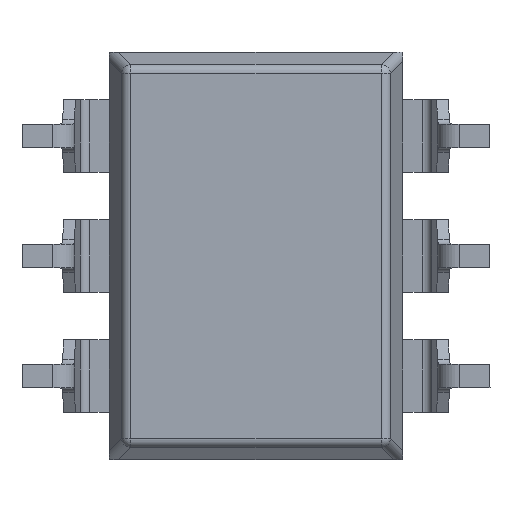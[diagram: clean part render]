
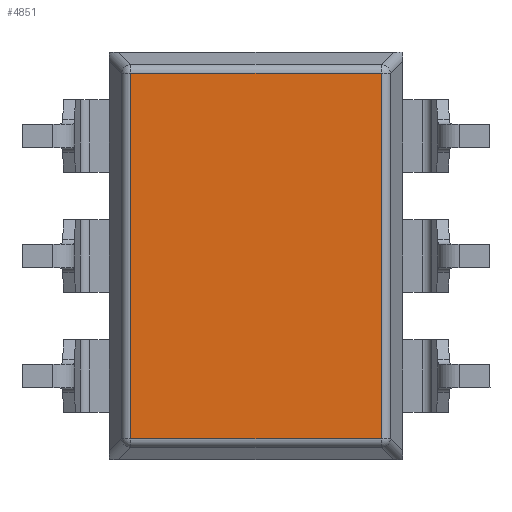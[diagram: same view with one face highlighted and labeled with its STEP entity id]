
A CAD part, front view. The second image highlights one B-rep face of the part: STEP entity #4851.
In plain terms, the highlighted planar face has unit normal (0, -1, 0).
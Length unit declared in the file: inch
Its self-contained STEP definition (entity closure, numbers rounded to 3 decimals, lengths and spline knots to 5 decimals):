
#491 = DIRECTION ( 'NONE',  ( -1., 0., 0. ) ) ;
#660 = CARTESIAN_POINT ( 'NONE',  ( 0.24905, -0.00421, -0.00556 ) ) ;
#698 = EDGE_CURVE ( 'NONE', #5573, #4989, #1504, .T. ) ;
#859 = VECTOR ( 'NONE', #491, 39.37008 ) ;
#913 = CARTESIAN_POINT ( 'NONE',  ( 0.45781, -0.00421, -0.30959 ) ) ;
#1408 = ORIENTED_EDGE ( 'NONE', *, *, #4569, .T. ) ;
#1504 = LINE ( 'NONE', #8890, #859 ) ;
#1604 = ORIENTED_EDGE ( 'NONE', *, *, #4830, .F. ) ;
#1729 = EDGE_LOOP ( 'NONE', ( #7073, #1604, #1408, #2702 ) ) ;
#1750 = FACE_OUTER_BOUND ( 'NONE', #1729, .T. ) ;
#1931 = DIRECTION ( 'NONE',  ( 0., 0., 1. ) ) ;
#2442 = CARTESIAN_POINT ( 'NONE',  ( 0.24905, -0.00421, -0.00556 ) ) ;
#2702 = ORIENTED_EDGE ( 'NONE', *, *, #698, .T. ) ;
#3728 = DIRECTION ( 'NONE',  ( -1., 0., 0. ) ) ;
#4000 = CARTESIAN_POINT ( 'NONE',  ( 0.45781, -0.00421, -0.30959 ) ) ;
#4480 = AXIS2_PLACEMENT_3D ( 'NONE', #8351, #9196, #5437 ) ;
#4484 = CARTESIAN_POINT ( 'NONE',  ( 0.45781, -0.00421, -0.20959 ) ) ;
#4535 = LINE ( 'NONE', #4484, #9910 ) ;
#4569 = EDGE_CURVE ( 'NONE', #11851, #5573, #4535, .T. ) ;
#4830 = EDGE_CURVE ( 'NONE', #11851, #9092, #6360, .T. ) ;
#4851 = ADVANCED_FACE ( 'NONE', ( #1750 ), #9259, .F. ) ;
#4989 = VERTEX_POINT ( 'NONE', #2442 ) ;
#5437 = DIRECTION ( 'NONE',  ( 0., 0., 1. ) ) ;
#5515 = CARTESIAN_POINT ( 'NONE',  ( 0.24905, -0.00421, -0.30959 ) ) ;
#5573 = VERTEX_POINT ( 'NONE', #9085 ) ;
#6360 = LINE ( 'NONE', #913, #11465 ) ;
#7073 = ORIENTED_EDGE ( 'NONE', *, *, #7080, .T. ) ;
#7080 = EDGE_CURVE ( 'NONE', #4989, #9092, #8939, .T. ) ;
#8351 = CARTESIAN_POINT ( 'NONE',  ( 0.24612, -0.00421, -0.40758 ) ) ;
#8890 = CARTESIAN_POINT ( 'NONE',  ( 0.45781, -0.00421, -0.00556 ) ) ;
#8939 = LINE ( 'NONE', #660, #10668 ) ;
#9085 = CARTESIAN_POINT ( 'NONE',  ( 0.45781, -0.00421, -0.00556 ) ) ;
#9092 = VERTEX_POINT ( 'NONE', #5515 ) ;
#9196 = DIRECTION ( 'NONE',  ( 0., 1., 0. ) ) ;
#9259 = PLANE ( 'NONE',  #4480 ) ;
#9910 = VECTOR ( 'NONE', #1931, 39.37008 ) ;
#10668 = VECTOR ( 'NONE', #11792, 39.37008 ) ;
#11465 = VECTOR ( 'NONE', #3728, 39.37008 ) ;
#11792 = DIRECTION ( 'NONE',  ( 0., 0., -1. ) ) ;
#11851 = VERTEX_POINT ( 'NONE', #4000 ) ;
